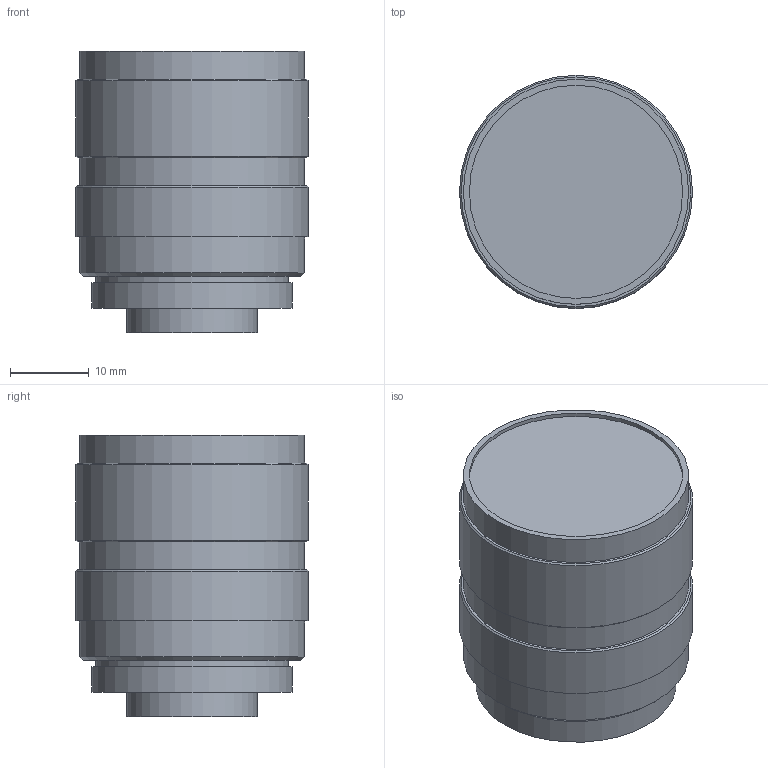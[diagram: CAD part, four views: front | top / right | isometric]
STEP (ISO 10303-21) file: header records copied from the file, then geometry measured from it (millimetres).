
FILE_DESCRIPTION (( 'STEP AP214' ), '1' );
FILE_NAME ('6GF90011BL01_001_STEP.STEP', '2021-03-29T07:41:43', ( '' ), ( '' ), 'SwSTEP 2.0', 'SolidWorks 2019', '' );
FILE_SCHEMA (( 'AUTOMOTIVE_DESIGN' ));
Length unit declared in the file: millimetre
Products named in the file (1): 6GF90011BL01_001_STEP
Bounding box: 29.5 x 29.5 x 35.61 mm (x, y, z)
Volume: 21290.6 mm3; surface area: 4600.9 mm2
Topology: 1 solids, 1 shells, 23 faces, 40 edges, 27 vertices
Faces by surface type: plane 10, cylinder 9, cone 4
Full cylindrical faces by diameter (mm): 16.5 x1, 24.4 x1, 25.4 x1, 27 x1, 28.5 x3, 29.5 x2
Entity records: 598 total; most frequent: DIRECTION 92, CARTESIAN_POINT 68, AXIS2_PLACEMENT_3D 46, EDGE_LOOP 44, ORIENTED_EDGE 44, FACE_OUTER_BOUND 32, ADVANCED_FACE 23, EDGE_CURVE 22
